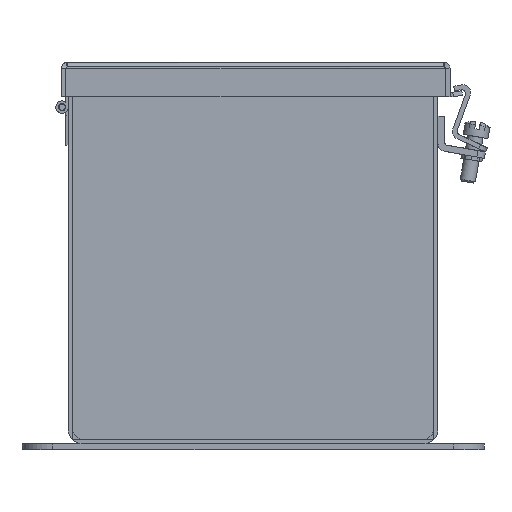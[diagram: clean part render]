
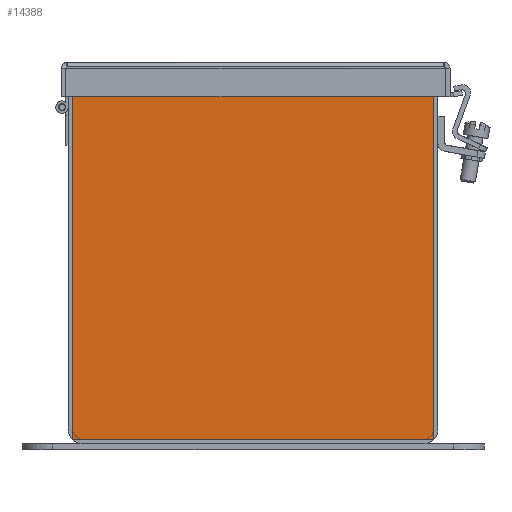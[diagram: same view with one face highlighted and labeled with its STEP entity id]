
A CAD part, left-side view. The second image highlights one B-rep face of the part: STEP entity #14388.
In plain terms, the highlighted planar face has unit normal (-1, 0, 0).
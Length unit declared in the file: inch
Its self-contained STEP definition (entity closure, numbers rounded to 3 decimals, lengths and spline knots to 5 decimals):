
#404 = CARTESIAN_POINT ( 'NONE',  ( -1.70918, 4.18875, 3.79059 ) ) ;
#719 = VERTEX_POINT ( 'NONE', #25046 ) ;
#951 = VERTEX_POINT ( 'NONE', #41850 ) ;
#1075 = VECTOR ( 'NONE', #30685, 39.37008 ) ;
#1137 = VERTEX_POINT ( 'NONE', #27962 ) ;
#1294 = VERTEX_POINT ( 'NONE', #404 ) ;
#1430 = DIRECTION ( 'NONE',  ( 0., 1., 0. ) ) ;
#2757 = ORIENTED_EDGE ( 'NONE', *, *, #41805, .F. ) ;
#3522 = CARTESIAN_POINT ( 'NONE',  ( -1.70918, 1.74875, 3.82204 ) ) ;
#3595 = LINE ( 'NONE', #9632, #35880 ) ;
#3949 = ORIENTED_EDGE ( 'NONE', *, *, #18427, .T. ) ;
#3995 = DIRECTION ( 'NONE',  ( 0., -1., 0. ) ) ;
#4232 = EDGE_LOOP ( 'NONE', ( #7217, #27795, #40283, #32052, #3949, #12189, #35520, #13695, #30672, #2757, #41208, #9013 ) ) ;
#4661 = LINE ( 'NONE', #34779, #7266 ) ;
#4746 = VECTOR ( 'NONE', #30239, 39.37008 ) ;
#5076 = DIRECTION ( 'NONE',  ( 0., 0., -1. ) ) ;
#5921 = CARTESIAN_POINT ( 'NONE',  ( -1.70918, -0.69145, 3.82204 ) ) ;
#6080 = LINE ( 'NONE', #3522, #6929 ) ;
#6160 = EDGE_CURVE ( 'NONE', #39312, #1137, #21298, .T. ) ;
#6291 = CARTESIAN_POINT ( 'NONE',  ( -1.70918, -0.69125, 3.79079 ) ) ;
#6551 = EDGE_CURVE ( 'NONE', #35107, #1294, #15040, .T. ) ;
#6552 = VERTEX_POINT ( 'NONE', #5921 ) ;
#6929 = VECTOR ( 'NONE', #26095, 39.37008 ) ;
#7217 = ORIENTED_EDGE ( 'NONE', *, *, #32705, .T. ) ;
#7266 = VECTOR ( 'NONE', #5076, 39.37008 ) ;
#8124 = CARTESIAN_POINT ( 'NONE',  ( -1.70918, 4.18895, 3.79059 ) ) ;
#9013 = ORIENTED_EDGE ( 'NONE', *, *, #19005, .T. ) ;
#9632 = CARTESIAN_POINT ( 'NONE',  ( -1.70918, 1.74875, -2.02996 ) ) ;
#9984 = EDGE_CURVE ( 'NONE', #6552, #29381, #16601, .T. ) ;
#11215 = DIRECTION ( 'NONE',  ( 0., 0., -1. ) ) ;
#11425 = CARTESIAN_POINT ( 'NONE',  ( -1.70918, -0.69145, 3.82204 ) ) ;
#12189 = ORIENTED_EDGE ( 'NONE', *, *, #6160, .T. ) ;
#12268 = VERTEX_POINT ( 'NONE', #12304 ) ;
#12304 = CARTESIAN_POINT ( 'NONE',  ( -1.70918, -0.69145, 3.79059 ) ) ;
#12757 = VECTOR ( 'NONE', #21784, 39.37008 ) ;
#13583 = PLANE ( 'NONE',  #19356 ) ;
#13695 = ORIENTED_EDGE ( 'NONE', *, *, #37529, .F. ) ;
#14388 = ADVANCED_FACE ( 'NONE', ( #19648 ), #13583, .F. ) ;
#14638 = LINE ( 'NONE', #23994, #1075 ) ;
#14853 = DIRECTION ( 'NONE',  ( 1., 0., 0. ) ) ;
#15040 = LINE ( 'NONE', #18947, #12757 ) ;
#15412 = DIRECTION ( 'NONE',  ( 0., 0., 1. ) ) ;
#16601 = LINE ( 'NONE', #20269, #4746 ) ;
#17132 = VERTEX_POINT ( 'NONE', #6291 ) ;
#18427 = EDGE_CURVE ( 'NONE', #1294, #39312, #14638, .T. ) ;
#18947 = CARTESIAN_POINT ( 'NONE',  ( -1.70918, 4.18875, 3.82204 ) ) ;
#19005 = EDGE_CURVE ( 'NONE', #6552, #12268, #40518, .T. ) ;
#19276 = CARTESIAN_POINT ( 'NONE',  ( -1.70918, 4.67475, -2.02996 ) ) ;
#19356 = AXIS2_PLACEMENT_3D ( 'NONE', #21599, #14853, #1430 ) ;
#19648 = FACE_OUTER_BOUND ( 'NONE', #4232, .T. ) ;
#20269 = CARTESIAN_POINT ( 'NONE',  ( -1.70918, 1.74875, 3.82204 ) ) ;
#20302 = CARTESIAN_POINT ( 'NONE',  ( -1.70918, 4.67475, 0.89604 ) ) ;
#21238 = VECTOR ( 'NONE', #3995, 39.37008 ) ;
#21298 = LINE ( 'NONE', #31467, #25372 ) ;
#21323 = LINE ( 'NONE', #21976, #27639 ) ;
#21599 = CARTESIAN_POINT ( 'NONE',  ( -1.70918, 1.74875, 0.89604 ) ) ;
#21784 = DIRECTION ( 'NONE',  ( 0., 0., -1. ) ) ;
#21976 = CARTESIAN_POINT ( 'NONE',  ( -1.70918, -0.69125, 3.79059 ) ) ;
#23774 = EDGE_CURVE ( 'NONE', #27673, #17132, #21323, .T. ) ;
#23969 = VECTOR ( 'NONE', #42663, 39.37008 ) ;
#23994 = CARTESIAN_POINT ( 'NONE',  ( -1.70918, 4.18875, 3.79059 ) ) ;
#25046 = CARTESIAN_POINT ( 'NONE',  ( -1.70918, 4.67475, 3.82204 ) ) ;
#25372 = VECTOR ( 'NONE', #15412, 39.37008 ) ;
#26095 = DIRECTION ( 'NONE',  ( 0., -1., 0. ) ) ;
#26790 = LINE ( 'NONE', #39988, #21238 ) ;
#27174 = CARTESIAN_POINT ( 'NONE',  ( -1.70918, 4.18875, 3.79079 ) ) ;
#27639 = VECTOR ( 'NONE', #31494, 39.37008 ) ;
#27673 = VERTEX_POINT ( 'NONE', #39066 ) ;
#27755 = EDGE_CURVE ( 'NONE', #719, #1137, #6080, .T. ) ;
#27795 = ORIENTED_EDGE ( 'NONE', *, *, #23774, .T. ) ;
#27962 = CARTESIAN_POINT ( 'NONE',  ( -1.70918, 4.18895, 3.82204 ) ) ;
#29381 = VERTEX_POINT ( 'NONE', #40805 ) ;
#29470 = CARTESIAN_POINT ( 'NONE',  ( -1.70918, -0.69145, 3.79059 ) ) ;
#30239 = DIRECTION ( 'NONE',  ( 0., -1., 0. ) ) ;
#30672 = ORIENTED_EDGE ( 'NONE', *, *, #34044, .F. ) ;
#30685 = DIRECTION ( 'NONE',  ( 0., 1., 0. ) ) ;
#31467 = CARTESIAN_POINT ( 'NONE',  ( -1.70918, 4.18895, 3.79059 ) ) ;
#31494 = DIRECTION ( 'NONE',  ( 0., 0., 1. ) ) ;
#32052 = ORIENTED_EDGE ( 'NONE', *, *, #6551, .T. ) ;
#32668 = VERTEX_POINT ( 'NONE', #19276 ) ;
#32705 = EDGE_CURVE ( 'NONE', #12268, #27673, #42461, .T. ) ;
#33250 = EDGE_CURVE ( 'NONE', #35107, #17132, #26790, .T. ) ;
#33305 = DIRECTION ( 'NONE',  ( 0., 1., 0. ) ) ;
#33753 = LINE ( 'NONE', #20302, #33914 ) ;
#33914 = VECTOR ( 'NONE', #36376, 39.37008 ) ;
#34044 = EDGE_CURVE ( 'NONE', #951, #32668, #3595, .T. ) ;
#34779 = CARTESIAN_POINT ( 'NONE',  ( -1.70918, -1.17725, 0.89604 ) ) ;
#35107 = VERTEX_POINT ( 'NONE', #27174 ) ;
#35520 = ORIENTED_EDGE ( 'NONE', *, *, #27755, .F. ) ;
#35880 = VECTOR ( 'NONE', #33305, 39.37008 ) ;
#36376 = DIRECTION ( 'NONE',  ( 0., 0., 1. ) ) ;
#37529 = EDGE_CURVE ( 'NONE', #32668, #719, #33753, .T. ) ;
#39066 = CARTESIAN_POINT ( 'NONE',  ( -1.70918, -0.69125, 3.79059 ) ) ;
#39312 = VERTEX_POINT ( 'NONE', #8124 ) ;
#39988 = CARTESIAN_POINT ( 'NONE',  ( -1.70918, 1.74875, 3.79079 ) ) ;
#40283 = ORIENTED_EDGE ( 'NONE', *, *, #33250, .F. ) ;
#40518 = LINE ( 'NONE', #11425, #42666 ) ;
#40805 = CARTESIAN_POINT ( 'NONE',  ( -1.70918, -1.17725, 3.82204 ) ) ;
#41208 = ORIENTED_EDGE ( 'NONE', *, *, #9984, .F. ) ;
#41805 = EDGE_CURVE ( 'NONE', #29381, #951, #4661, .T. ) ;
#41850 = CARTESIAN_POINT ( 'NONE',  ( -1.70918, -1.17725, -2.02996 ) ) ;
#42461 = LINE ( 'NONE', #29470, #23969 ) ;
#42663 = DIRECTION ( 'NONE',  ( 0., 1., 0. ) ) ;
#42666 = VECTOR ( 'NONE', #11215, 39.37008 ) ;
